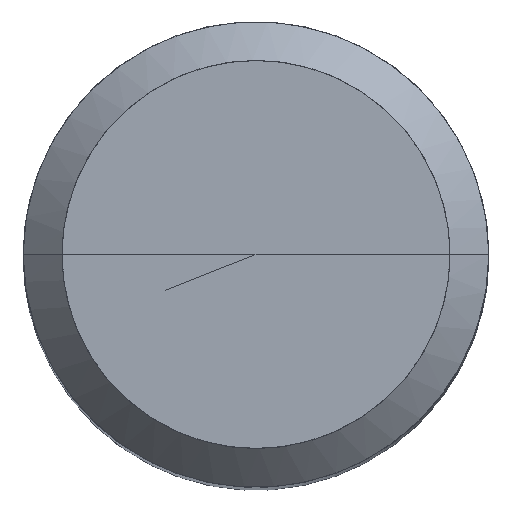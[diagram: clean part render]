
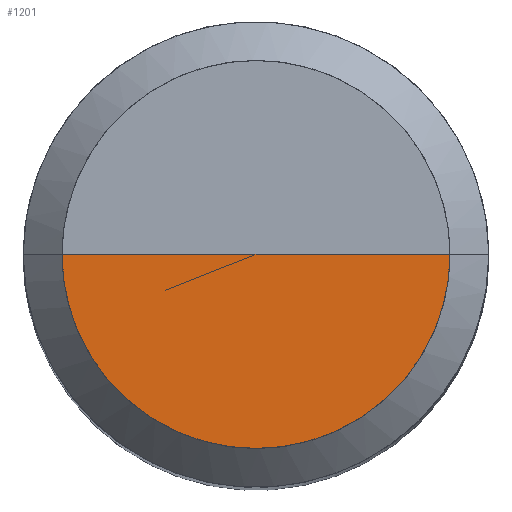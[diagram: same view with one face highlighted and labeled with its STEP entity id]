
A CAD part, top view. The second image highlights one B-rep face of the part: STEP entity #1201.
In plain terms, the highlighted free-form (B-spline) face has degree [1, 2] with [2, 5] control points.
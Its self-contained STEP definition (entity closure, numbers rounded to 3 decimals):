
#675=CARTESIAN_POINT('',(5.0,0.0,43.582));
#679=CARTESIAN_POINT('',(-5.0,0.0,43.582));
#680=CARTESIAN_POINT('',(0.0,0.0,43.582));
#702=CARTESIAN_POINT('',(-5.0,-5.0,43.582));
#703=CARTESIAN_POINT('',(0.0,-5.0,43.582));
#704=CARTESIAN_POINT('',(5.0,-5.0,43.582));
#1186=(
BOUNDED_SURFACE()
B_SPLINE_SURFACE(1,2,(
(#679,#702,#703,#704,#675),
(#680,#680,#680,#680,#680)
), .UNSPECIFIED.,.F.,.F.,.F.)
B_SPLINE_SURFACE_WITH_KNOTS((2,2),(3,2,3),(
0.0,1.0),(
0.0,0.5,1.0), .UNSPECIFIED.)
GEOMETRIC_REPRESENTATION_ITEM()
RATIONAL_B_SPLINE_SURFACE(((1.0,0.707,1.0,0.707,1.0),
(1.0,0.707,1.0,0.707,1.0)
))
REPRESENTATION_ITEM('')
SURFACE()
);
#1187=(
BOUNDED_CURVE()
B_SPLINE_CURVE(2,(#675,#704,#703,#702,#679),.UNSPECIFIED.,.F.,.F.)
B_SPLINE_CURVE_WITH_KNOTS((3,2,3),
(0.0,0.5,1.0),.UNSPECIFIED.)
CURVE()
GEOMETRIC_REPRESENTATION_ITEM()
RATIONAL_B_SPLINE_CURVE((1.0,0.707,1.0,0.707,1.0))
REPRESENTATION_ITEM('')
);
#1188=(
BOUNDED_CURVE()
B_SPLINE_CURVE(1,(#679,#680),.UNSPECIFIED.,.F.,.F.)
B_SPLINE_CURVE_WITH_KNOTS((2,2),
(0.0,1.0),.UNSPECIFIED.)
CURVE()
GEOMETRIC_REPRESENTATION_ITEM()
RATIONAL_B_SPLINE_CURVE((1.0,1.0))
REPRESENTATION_ITEM('')
);
#1189=(
BOUNDED_CURVE()
B_SPLINE_CURVE(1,(#680,#675),.UNSPECIFIED.,.F.,.F.)
B_SPLINE_CURVE_WITH_KNOTS((2,2),
(0.0,1.0),.UNSPECIFIED.)
CURVE()
GEOMETRIC_REPRESENTATION_ITEM()
RATIONAL_B_SPLINE_CURVE((1.0,1.0))
REPRESENTATION_ITEM('')
);
#1190=VERTEX_POINT('',#675);
#1191=VERTEX_POINT('',#679);
#1192=VERTEX_POINT('',#680);
#1193=EDGE_CURVE('',#1190,#1191,#1187,.T.);
#1194=EDGE_CURVE('',#1191,#1192,#1188,.T.);
#1195=EDGE_CURVE('',#1192,#1190,#1189,.T.);
#1196=ORIENTED_EDGE('',*,*,#1193,.T.);
#1197=ORIENTED_EDGE('',*,*,#1194,.T.);
#1198=ORIENTED_EDGE('',*,*,#1195,.T.);
#1199=EDGE_LOOP('',(#1196,#1197,#1198));
#1200=FACE_OUTER_BOUND('',#1199,.T.);
#1201=ADVANCED_FACE('',(#1200),#1186,.T.);
